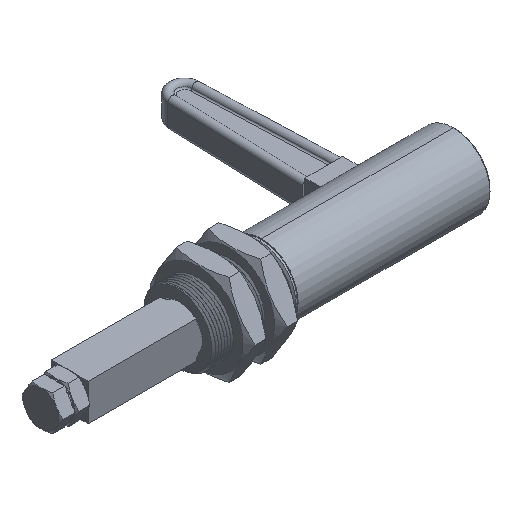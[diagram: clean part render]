
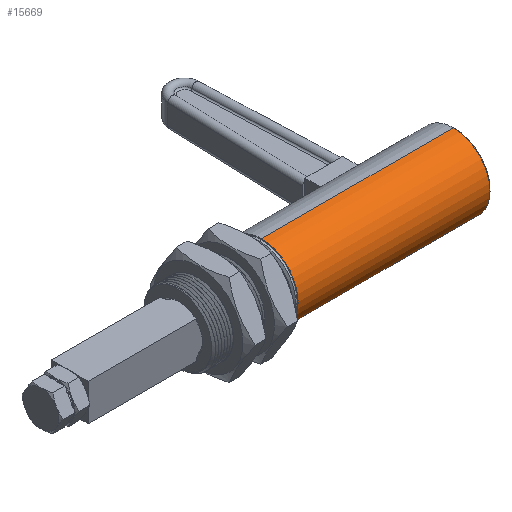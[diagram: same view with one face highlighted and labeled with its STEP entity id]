
A CAD part, isometric view. The second image highlights one B-rep face of the part: STEP entity #15669.
In plain terms, the highlighted cylindrical face has radius 18.5 mm (diameter 37 mm), a partial arc.
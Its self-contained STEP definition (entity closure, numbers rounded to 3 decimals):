
#643 = DIRECTION ( 'NONE',  ( -1., 0., 0. ) ) ;
#914 = EDGE_CURVE ( 'NONE', #15172, #16497, #20915, .T. ) ;
#1835 = CIRCLE ( 'NONE', #6399, 18.5 ) ;
#1909 = ORIENTED_EDGE ( 'NONE', *, *, #14157, .T. ) ;
#3178 = VECTOR ( 'NONE', #643, 1000. ) ;
#3680 = LINE ( 'NONE', #16784, #3178 ) ;
#4258 = ORIENTED_EDGE ( 'NONE', *, *, #5782, .F. ) ;
#4335 = DIRECTION ( 'NONE',  ( -1., 0., 0. ) ) ;
#4674 = ORIENTED_EDGE ( 'NONE', *, *, #20248, .F. ) ;
#5402 = EDGE_LOOP ( 'NONE', ( #4674, #13173, #1909, #4258 ) ) ;
#5782 = EDGE_CURVE ( 'NONE', #18830, #10362, #1835, .T. ) ;
#6399 = AXIS2_PLACEMENT_3D ( 'NONE', #13984, #4335, #15599 ) ;
#7075 = AXIS2_PLACEMENT_3D ( 'NONE', #18501, #8936, #13707 ) ;
#7538 = LINE ( 'NONE', #17160, #19906 ) ;
#8936 = DIRECTION ( 'NONE',  ( -1., 0., 0. ) ) ;
#9182 = DIRECTION ( 'NONE',  ( -1., 0., 0. ) ) ;
#9335 = CARTESIAN_POINT ( 'NONE',  ( -28., 0., -18.5 ) ) ;
#9675 = CARTESIAN_POINT ( 'NONE',  ( -28., 0., 18.5 ) ) ;
#10362 = VERTEX_POINT ( 'NONE', #9675 ) ;
#10480 = CARTESIAN_POINT ( 'NONE',  ( 69., 0., -18.5 ) ) ;
#11309 = DIRECTION ( 'NONE',  ( 0., 0., -1. ) ) ;
#13173 = ORIENTED_EDGE ( 'NONE', *, *, #914, .T. ) ;
#13517 = CYLINDRICAL_SURFACE ( 'NONE', #7075, 18.5 ) ;
#13707 = DIRECTION ( 'NONE',  ( 0., 0., 1. ) ) ;
#13984 = CARTESIAN_POINT ( 'NONE',  ( -28., 0., 0. ) ) ;
#14157 = EDGE_CURVE ( 'NONE', #16497, #10362, #7538, .T. ) ;
#15172 = VERTEX_POINT ( 'NONE', #10480 ) ;
#15238 = AXIS2_PLACEMENT_3D ( 'NONE', #17235, #19880, #11309 ) ;
#15599 = DIRECTION ( 'NONE',  ( 0., 0., 1. ) ) ;
#15669 = ADVANCED_FACE ( 'NONE', ( #18846 ), #13517, .T. ) ;
#16497 = VERTEX_POINT ( 'NONE', #20569 ) ;
#16784 = CARTESIAN_POINT ( 'NONE',  ( 70., 0., -18.5 ) ) ;
#17160 = CARTESIAN_POINT ( 'NONE',  ( 70., 0., 18.5 ) ) ;
#17235 = CARTESIAN_POINT ( 'NONE',  ( 69., 0., 0. ) ) ;
#18501 = CARTESIAN_POINT ( 'NONE',  ( 70., 0., 0. ) ) ;
#18830 = VERTEX_POINT ( 'NONE', #9335 ) ;
#18846 = FACE_OUTER_BOUND ( 'NONE', #5402, .T. ) ;
#19880 = DIRECTION ( 'NONE',  ( -1., 0., 0. ) ) ;
#19906 = VECTOR ( 'NONE', #9182, 1000. ) ;
#20248 = EDGE_CURVE ( 'NONE', #15172, #18830, #3680, .T. ) ;
#20569 = CARTESIAN_POINT ( 'NONE',  ( 69., 0., 18.5 ) ) ;
#20915 = CIRCLE ( 'NONE', #15238, 18.5 ) ;
